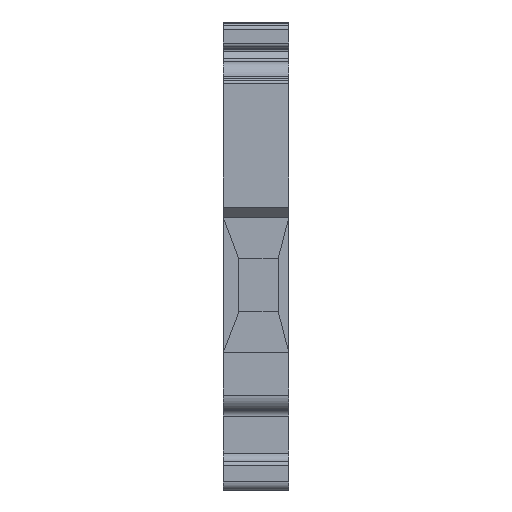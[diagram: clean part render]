
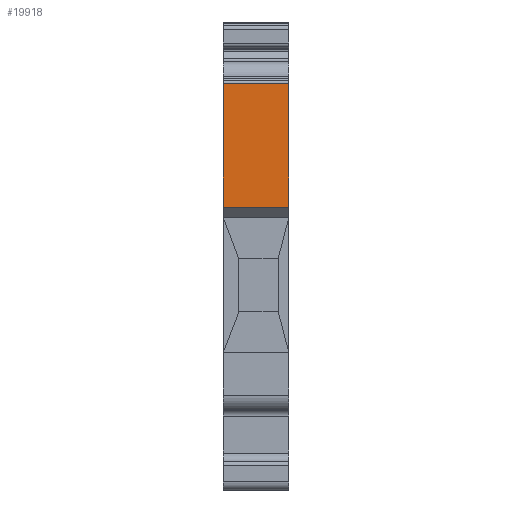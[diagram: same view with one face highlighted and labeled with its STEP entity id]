
A CAD part, left-side view. The second image highlights one B-rep face of the part: STEP entity #19918.
In plain terms, the highlighted planar face has unit normal (-1, 0, 0).
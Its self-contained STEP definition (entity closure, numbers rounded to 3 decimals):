
#40 = EDGE_LOOP ( 'NONE', ( #34345, #10776, #27567, #28891 ) ) ;
#414 = CARTESIAN_POINT ( 'NONE',  ( -48.85, 0., 43.204 ) ) ;
#2125 = DIRECTION ( 'NONE',  ( 0., 0., 1. ) ) ;
#2319 = VERTEX_POINT ( 'NONE', #16608 ) ;
#2736 = VERTEX_POINT ( 'NONE', #414 ) ;
#3258 = EDGE_CURVE ( 'NONE', #26665, #2736, #15259, .T. ) ;
#3616 = EDGE_CURVE ( 'NONE', #2319, #27558, #38425, .T. ) ;
#4297 = DIRECTION ( 'NONE',  ( 1., 0., 0. ) ) ;
#5462 = CARTESIAN_POINT ( 'NONE',  ( -48.85, 8., 28.15 ) ) ;
#6101 = EDGE_CURVE ( 'NONE', #2319, #26665, #33531, .T. ) ;
#10018 = CARTESIAN_POINT ( 'NONE',  ( -48.85, 8., 28.15 ) ) ;
#10776 = ORIENTED_EDGE ( 'NONE', *, *, #3616, .F. ) ;
#11010 = LINE ( 'NONE', #22937, #31739 ) ;
#12374 = CARTESIAN_POINT ( 'NONE',  ( -48.85, 8., 28.15 ) ) ;
#14671 = CARTESIAN_POINT ( 'NONE',  ( -48.85, 8., 43.204 ) ) ;
#15019 = VECTOR ( 'NONE', #30400, 1000. ) ;
#15259 = LINE ( 'NONE', #36223, #17541 ) ;
#16608 = CARTESIAN_POINT ( 'NONE',  ( -48.85, 8., 28.15 ) ) ;
#17541 = VECTOR ( 'NONE', #18378, 1000. ) ;
#18378 = DIRECTION ( 'NONE',  ( 0., 0., 1. ) ) ;
#19918 = ADVANCED_FACE ( 'NONE', ( #31577 ), #33733, .F. ) ;
#22937 = CARTESIAN_POINT ( 'NONE',  ( -48.85, 8., 43.204 ) ) ;
#26665 = VERTEX_POINT ( 'NONE', #31892 ) ;
#27558 = VERTEX_POINT ( 'NONE', #14671 ) ;
#27567 = ORIENTED_EDGE ( 'NONE', *, *, #6101, .T. ) ;
#28725 = VECTOR ( 'NONE', #2125, 1000. ) ;
#28891 = ORIENTED_EDGE ( 'NONE', *, *, #3258, .T. ) ;
#30400 = DIRECTION ( 'NONE',  ( 0., -1., 0. ) ) ;
#31577 = FACE_OUTER_BOUND ( 'NONE', #40, .T. ) ;
#31739 = VECTOR ( 'NONE', #34137, 1000. ) ;
#31892 = CARTESIAN_POINT ( 'NONE',  ( -48.85, 0., 28.15 ) ) ;
#33531 = LINE ( 'NONE', #12374, #15019 ) ;
#33733 = PLANE ( 'NONE',  #37072 ) ;
#34137 = DIRECTION ( 'NONE',  ( 0., -1., 0. ) ) ;
#34345 = ORIENTED_EDGE ( 'NONE', *, *, #36862, .F. ) ;
#36223 = CARTESIAN_POINT ( 'NONE',  ( -48.85, 0., 28.15 ) ) ;
#36862 = EDGE_CURVE ( 'NONE', #27558, #2736, #11010, .T. ) ;
#37050 = DIRECTION ( 'NONE',  ( 0., 0., -1. ) ) ;
#37072 = AXIS2_PLACEMENT_3D ( 'NONE', #10018, #4297, #37050 ) ;
#38425 = LINE ( 'NONE', #5462, #28725 ) ;
